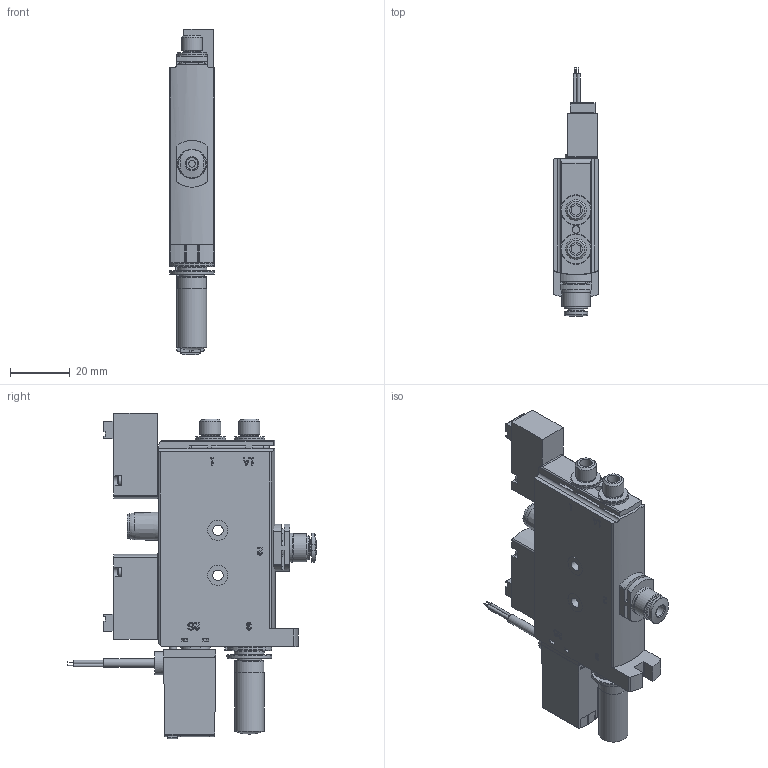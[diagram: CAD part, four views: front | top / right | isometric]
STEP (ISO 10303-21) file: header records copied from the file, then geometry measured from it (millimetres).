
FILE_DESCRIPTION(/* description */ ('STEP AP214'),/* implementation_level */ '2;1');
FILE_NAME(/* name */ '8141087_OVEL-7-H-15-P-VQ4-UC-C-A-V1PNLK-H3',/* time_stamp */ '2024-09-13T11:28:23+02:00',/* author */ ('License CC BY-ND 4.0'),/* organization */ ('CADENAS'),/* preprocessor_version */ 'ST-DEVELOPER v19.3',/* originating_system */ 'PARTsolutions',/* authorisation */ ' ');
FILE_SCHEMA (('AUTOMOTIVE_DESIGN {1 0 10303 214 3 1 1}'));
Length unit declared in the file: millimetre
Products named in the file (11): 8141087 OVEL-7-H-15-P-VQ4-UC-C-A-V1PNLK-H3; 8081772 OVEL-7/10A---(h); 4550078 OVEL---(h); 132622 QSPKG10-4; 197005 MHA1-M1H-3/2G-0,6-TC_p; 4406465 DPT-F-TP-1.6x23-PT10; 8025978 SPAE-V1R-PC10-PNLK-2.5K_O; 4333511 SPTE-PC10; 677814 MEBH-4/2-QS-6---(SPTE); 161418 UC-M7; 388135 CPA10(OABM)
Assembly tree (16 placements, depth 2):
  8141087 OVEL-7-H-15-P-VQ4-UC-C-A-V1PNLK-H3
    8081772 OVEL-7/10A---(h)
    4550078 OVEL---(h)  x2
    132622 QSPKG10-4
    197005 MHA1-M1H-3/2G-0,6-TC_p  x2
    4406465 DPT-F-TP-1.6x23-PT10  x4
    8025978 SPAE-V1R-PC10-PNLK-2.5K_O
    4333511 SPTE-PC10
    677814 MEBH-4/2-QS-6---(SPTE)  x2
    161418 UC-M7
    388135 CPA10(OABM)
Bounding box: 15.2 x 82.9 x 108.66 mm (x, y, z)
Volume: 55570.7 mm3; surface area: 23374.4 mm2
Topology: 16 solids, 16 shells, 1002 faces, 2490 edges, 1623 vertices
Faces by surface type: plane 541, cylinder 339, torus 61, cone 53, sphere 8
Full cylindrical faces by diameter (mm): 0.25 x3, 0.7 x1, 0.8 x5, 0.9 x2, 1.05 x3, 1.2 x4, 1.25 x4, 1.6 x4, 1.68 x4, 1.8 x8, 2 x1, 2.3 x1, 2.5 x2, 2.9 x1, 3 x1, 3.1 x2, 3.2 x4, 3.45 x2, 3.9 x1, 4 x1, 4.2 x3, 5.4 x3, 5.6 x2, 5.65 x3, 5.7 x1, 5.917 x1, 5.93 x2, 6.4 x2, 6.73 x4, 7 x4
Entity records: 27629 total; most frequent: CARTESIAN_POINT 4104, DIRECTION 3937, ORIENTED_EDGE 3550, EDGE_CURVE 1775, AXIS2_PLACEMENT_3D 1401, VERTEX_POINT 1264, LINE 1135, VECTOR 1135
